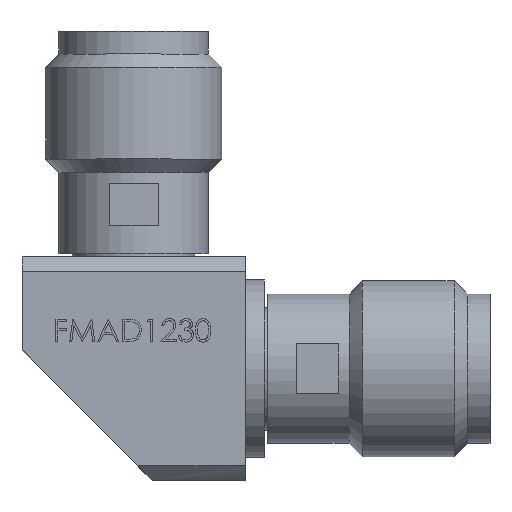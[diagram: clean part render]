
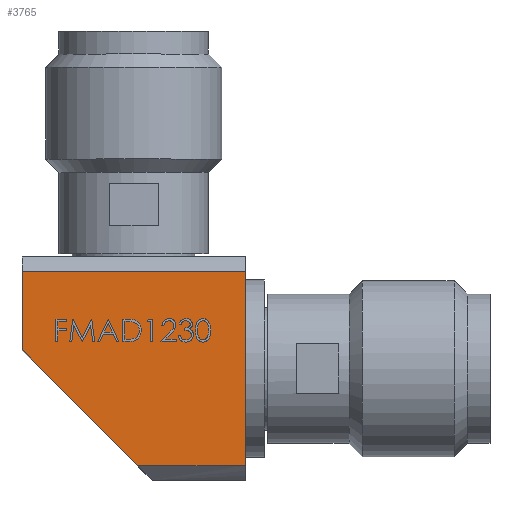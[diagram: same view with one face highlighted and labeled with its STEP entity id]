
A CAD part, top view. The second image highlights one B-rep face of the part: STEP entity #3765.
In plain terms, the highlighted planar face has unit normal (0, 0, 1).
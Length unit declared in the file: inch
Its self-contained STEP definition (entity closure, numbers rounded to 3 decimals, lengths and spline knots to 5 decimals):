
#7 = CARTESIAN_POINT ( 'NONE',  ( -0.33858, 0.13553, 0.15591 ) ) ;
#99 = DIRECTION ( 'NONE',  ( 0., 0., 1. ) ) ;
#283 = EDGE_LOOP ( 'NONE', ( #1938, #2875, #4994, #6162, #6128 ) ) ;
#331 = VERTEX_POINT ( 'NONE', #1097 ) ;
#397 = CARTESIAN_POINT ( 'NONE',  ( -0.02677, -0.13553, 0.15591 ) ) ;
#526 = PLANE ( 'NONE',  #1897 ) ;
#617 = LINE ( 'NONE', #3336, #5107 ) ;
#804 = DIRECTION ( 'NONE',  ( 1., 0., 0. ) ) ;
#900 = LINE ( 'NONE', #6899, #3952 ) ;
#1036 = DIRECTION ( 'NONE',  ( 0., -1., 0. ) ) ;
#1085 = EDGE_CURVE ( 'NONE', #1327, #7034, #4964, .T. ) ;
#1097 = CARTESIAN_POINT ( 'NONE',  ( -0.02677, 0.13553, 0.15591 ) ) ;
#1099 = VECTOR ( 'NONE', #804, 39.37008 ) ;
#1327 = VERTEX_POINT ( 'NONE', #6504 ) ;
#1373 = CARTESIAN_POINT ( 'NONE',  ( -0.33858, 0.13553, 0.15591 ) ) ;
#1607 = EDGE_CURVE ( 'NONE', #2665, #331, #900, .T. ) ;
#1714 = CARTESIAN_POINT ( 'NONE',  ( 0., 0., 0.15591 ) ) ;
#1823 = VERTEX_POINT ( 'NONE', #397 ) ;
#1849 = LINE ( 'NONE', #4149, #1099 ) ;
#1897 = AXIS2_PLACEMENT_3D ( 'NONE', #1714, #99, #4868 ) ;
#1938 = ORIENTED_EDGE ( 'NONE', *, *, #2570, .T. ) ;
#2244 = FACE_OUTER_BOUND ( 'NONE', #283, .T. ) ;
#2570 = EDGE_CURVE ( 'NONE', #1823, #331, #617, .T. ) ;
#2665 = VERTEX_POINT ( 'NONE', #1373 ) ;
#2802 = EDGE_CURVE ( 'NONE', #2665, #1327, #4987, .T. ) ;
#2852 = CARTESIAN_POINT ( 'NONE',  ( -0.33858, 0.02598, 0.15591 ) ) ;
#2875 = ORIENTED_EDGE ( 'NONE', *, *, #1607, .F. ) ;
#3336 = CARTESIAN_POINT ( 'NONE',  ( -0.02677, -0.13553, 0.15591 ) ) ;
#3367 = DIRECTION ( 'NONE',  ( 0., 1., 0. ) ) ;
#3765 = ADVANCED_FACE ( 'NONE', ( #2244 ), #526, .T. ) ;
#3952 = VECTOR ( 'NONE', #4773, 39.37008 ) ;
#4046 = EDGE_CURVE ( 'NONE', #7034, #1823, #1849, .T. ) ;
#4149 = CARTESIAN_POINT ( 'NONE',  ( -0.17707, -0.13553, 0.15591 ) ) ;
#4773 = DIRECTION ( 'NONE',  ( 1., 0., 0. ) ) ;
#4868 = DIRECTION ( 'NONE',  ( 1., 0., 0. ) ) ;
#4964 = LINE ( 'NONE', #2852, #6584 ) ;
#4984 = VECTOR ( 'NONE', #1036, 39.37008 ) ;
#4987 = LINE ( 'NONE', #7, #4984 ) ;
#4994 = ORIENTED_EDGE ( 'NONE', *, *, #2802, .T. ) ;
#5040 = DIRECTION ( 'NONE',  ( 0.707, -0.707, 0. ) ) ;
#5107 = VECTOR ( 'NONE', #3367, 39.37008 ) ;
#6128 = ORIENTED_EDGE ( 'NONE', *, *, #4046, .T. ) ;
#6162 = ORIENTED_EDGE ( 'NONE', *, *, #1085, .T. ) ;
#6504 = CARTESIAN_POINT ( 'NONE',  ( -0.33858, 0.02598, 0.15591 ) ) ;
#6584 = VECTOR ( 'NONE', #5040, 39.37008 ) ;
#6634 = CARTESIAN_POINT ( 'NONE',  ( -0.17707, -0.13553, 0.15591 ) ) ;
#6899 = CARTESIAN_POINT ( 'NONE',  ( -0.33858, 0.13553, 0.15591 ) ) ;
#7034 = VERTEX_POINT ( 'NONE', #6634 ) ;
